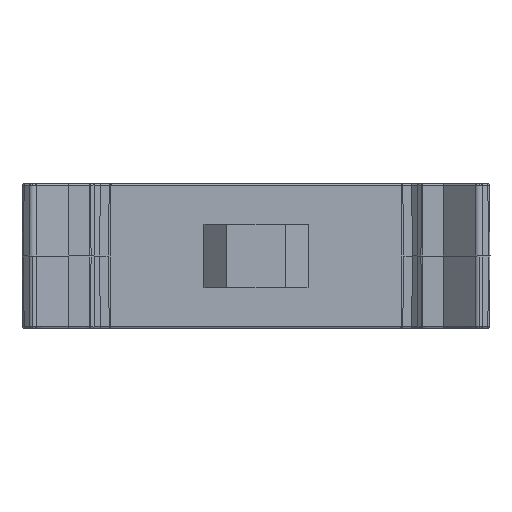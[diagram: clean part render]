
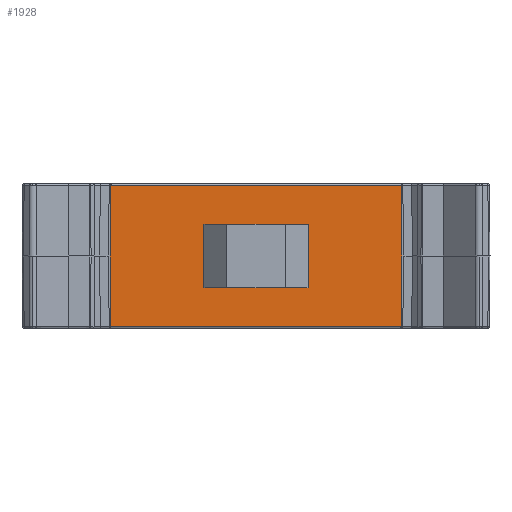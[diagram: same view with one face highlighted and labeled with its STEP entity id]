
A CAD part, front view. The second image highlights one B-rep face of the part: STEP entity #1928.
In plain terms, the highlighted planar face has unit normal (0, -1, 0).
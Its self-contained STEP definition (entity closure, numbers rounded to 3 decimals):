
#1 = AXIS2_PLACEMENT_3D ( 'NONE', #4463, #4452, #4447 ) ;
#129 = CARTESIAN_POINT ( 'NONE',  ( 16.1, 0., 8. ) ) ;
#211 = VECTOR ( 'NONE', #4002, 1000. ) ;
#230 = CIRCLE ( 'NONE', #11078, 3.5 ) ;
#318 = PLANE ( 'NONE',  #5263 ) ;
#335 = EDGE_LOOP ( 'NONE', ( #4130, #7517, #4768, #8509, #2819, #4664 ) ) ;
#524 = CIRCLE ( 'NONE', #1, 3.5 ) ;
#656 = VECTOR ( 'NONE', #4212, 1000. ) ;
#703 = VECTOR ( 'NONE', #5121, 1000. ) ;
#794 = LINE ( 'NONE', #5129, #703 ) ;
#804 = VECTOR ( 'NONE', #5178, 1000. ) ;
#819 = CARTESIAN_POINT ( 'NONE',  ( 4., 0., -3.5 ) ) ;
#873 = LINE ( 'NONE', #4550, #1380 ) ;
#1075 = LINE ( 'NONE', #4579, #3774 ) ;
#1145 = VECTOR ( 'NONE', #4655, 1000. ) ;
#1202 = LINE ( 'NONE', #4991, #1145 ) ;
#1225 = VERTEX_POINT ( 'NONE', #1578 ) ;
#1285 = VECTOR ( 'NONE', #4372, 1000. ) ;
#1321 = ORIENTED_EDGE ( 'NONE', *, *, #8127, .F. ) ;
#1328 = LINE ( 'NONE', #4488, #1285 ) ;
#1330 = LINE ( 'NONE', #4423, #656 ) ;
#1364 = LINE ( 'NONE', #4001, #211 ) ;
#1380 = VECTOR ( 'NONE', #4536, 1000. ) ;
#1502 = VERTEX_POINT ( 'NONE', #5814 ) ;
#1578 = CARTESIAN_POINT ( 'NONE',  ( -0.5, 0., -3.5 ) ) ;
#1680 = VERTEX_POINT ( 'NONE', #7989 ) ;
#1756 = VECTOR ( 'NONE', #10928, 1000. ) ;
#1799 = VERTEX_POINT ( 'NONE', #10599 ) ;
#1829 = LINE ( 'NONE', #5203, #804 ) ;
#1864 = ORIENTED_EDGE ( 'NONE', *, *, #8109, .F. ) ;
#1928 = ADVANCED_FACE ( 'NONE', ( #10805, #10831 ), #318, .F. ) ;
#2269 = LINE ( 'NONE', #6213, #7559 ) ;
#2819 = ORIENTED_EDGE ( 'NONE', *, *, #7983, .F. ) ;
#2826 = CARTESIAN_POINT ( 'NONE',  ( -16.1, 0., 0. ) ) ;
#3139 = ORIENTED_EDGE ( 'NONE', *, *, #4264, .F. ) ;
#3761 = DIRECTION ( 'NONE',  ( 0., 0., 1. ) ) ;
#3774 = VECTOR ( 'NONE', #4584, 1000. ) ;
#3777 = DIRECTION ( 'NONE',  ( 0., -1., 0. ) ) ;
#3788 = CARTESIAN_POINT ( 'NONE',  ( -0.5, 0., 0. ) ) ;
#4001 = CARTESIAN_POINT ( 'NONE',  ( 16.1, 0., -3.5 ) ) ;
#4002 = DIRECTION ( 'NONE',  ( 1., 0., 0. ) ) ;
#4111 = VERTEX_POINT ( 'NONE', #7764 ) ;
#4130 = ORIENTED_EDGE ( 'NONE', *, *, #8020, .F. ) ;
#4212 = DIRECTION ( 'NONE',  ( -1., 0., 0. ) ) ;
#4238 = DIRECTION ( 'NONE',  ( 0., 0., 1. ) ) ;
#4264 = EDGE_CURVE ( 'NONE', #6697, #7342, #2269, .T. ) ;
#4372 = DIRECTION ( 'NONE',  ( 1., 0., 0. ) ) ;
#4423 = CARTESIAN_POINT ( 'NONE',  ( 16.1, 0., 3.5 ) ) ;
#4447 = DIRECTION ( 'NONE',  ( 0., 0., 1. ) ) ;
#4452 = DIRECTION ( 'NONE',  ( 0., -1., 0. ) ) ;
#4463 = CARTESIAN_POINT ( 'NONE',  ( 0.5, 0., 0. ) ) ;
#4488 = CARTESIAN_POINT ( 'NONE',  ( 16.1, 0., 7.8 ) ) ;
#4536 = DIRECTION ( 'NONE',  ( 0., 0., -1. ) ) ;
#4550 = CARTESIAN_POINT ( 'NONE',  ( -4., 0., 8. ) ) ;
#4579 = CARTESIAN_POINT ( 'NONE',  ( 16.1, 0., 8. ) ) ;
#4584 = DIRECTION ( 'NONE',  ( 0., 0., -1. ) ) ;
#4655 = DIRECTION ( 'NONE',  ( -1., 0., 0. ) ) ;
#4664 = ORIENTED_EDGE ( 'NONE', *, *, #5149, .F. ) ;
#4714 = DIRECTION ( 'NONE',  ( 0., 1., 0. ) ) ;
#4768 = ORIENTED_EDGE ( 'NONE', *, *, #7894, .F. ) ;
#4967 = CARTESIAN_POINT ( 'NONE',  ( 0.5, 0., 3.5 ) ) ;
#4991 = CARTESIAN_POINT ( 'NONE',  ( 16.1, 0., -7.8 ) ) ;
#5038 = CARTESIAN_POINT ( 'NONE',  ( -16.1, 0., 7.8 ) ) ;
#5121 = DIRECTION ( 'NONE',  ( 0., 0., 1. ) ) ;
#5129 = CARTESIAN_POINT ( 'NONE',  ( -16.1, 0., 8. ) ) ;
#5149 = EDGE_CURVE ( 'NONE', #1680, #1799, #5819, .T. ) ;
#5178 = DIRECTION ( 'NONE',  ( 0., 0., 1. ) ) ;
#5203 = CARTESIAN_POINT ( 'NONE',  ( -16.1, 0., 8. ) ) ;
#5263 = AXIS2_PLACEMENT_3D ( 'NONE', #129, #4714, #7266 ) ;
#5339 = VERTEX_POINT ( 'NONE', #9617 ) ;
#5583 = ORIENTED_EDGE ( 'NONE', *, *, #7985, .F. ) ;
#5814 = CARTESIAN_POINT ( 'NONE',  ( 16.1, 0., -7.8 ) ) ;
#5819 = LINE ( 'NONE', #11027, #1756 ) ;
#6119 = VERTEX_POINT ( 'NONE', #4967 ) ;
#6213 = CARTESIAN_POINT ( 'NONE',  ( 4., 0., 8. ) ) ;
#6536 = CARTESIAN_POINT ( 'NONE',  ( -4., 0., 3.5 ) ) ;
#6697 = VERTEX_POINT ( 'NONE', #819 ) ;
#6927 = VERTEX_POINT ( 'NONE', #2826 ) ;
#7266 = DIRECTION ( 'NONE',  ( 0., 0., 1. ) ) ;
#7342 = VERTEX_POINT ( 'NONE', #8558 ) ;
#7517 = ORIENTED_EDGE ( 'NONE', *, *, #7890, .F. ) ;
#7559 = VECTOR ( 'NONE', #4238, 1000. ) ;
#7665 = VERTEX_POINT ( 'NONE', #6536 ) ;
#7764 = CARTESIAN_POINT ( 'NONE',  ( -16.1, 0., -7.8 ) ) ;
#7869 = ORIENTED_EDGE ( 'NONE', *, *, #8006, .F. ) ;
#7890 = EDGE_CURVE ( 'NONE', #6927, #9337, #1829, .T. ) ;
#7894 = EDGE_CURVE ( 'NONE', #4111, #6927, #794, .T. ) ;
#7968 = EDGE_CURVE ( 'NONE', #1502, #4111, #1202, .T. ) ;
#7983 = EDGE_CURVE ( 'NONE', #1799, #1502, #1075, .T. ) ;
#7985 = EDGE_CURVE ( 'NONE', #7665, #5339, #873, .T. ) ;
#7989 = CARTESIAN_POINT ( 'NONE',  ( 16.1, 0., 7.8 ) ) ;
#8006 = EDGE_CURVE ( 'NONE', #7342, #6119, #524, .T. ) ;
#8020 = EDGE_CURVE ( 'NONE', #9337, #1680, #1328, .T. ) ;
#8059 = EDGE_CURVE ( 'NONE', #6119, #7665, #1330, .T. ) ;
#8109 = EDGE_CURVE ( 'NONE', #1225, #6697, #1364, .T. ) ;
#8127 = EDGE_CURVE ( 'NONE', #5339, #1225, #230, .T. ) ;
#8509 = ORIENTED_EDGE ( 'NONE', *, *, #7968, .F. ) ;
#8558 = CARTESIAN_POINT ( 'NONE',  ( 4., 0., 0. ) ) ;
#9337 = VERTEX_POINT ( 'NONE', #5038 ) ;
#9617 = CARTESIAN_POINT ( 'NONE',  ( -4., 0., 0. ) ) ;
#9983 = EDGE_LOOP ( 'NONE', ( #1864, #1321, #5583, #10257, #7869, #3139 ) ) ;
#10257 = ORIENTED_EDGE ( 'NONE', *, *, #8059, .F. ) ;
#10599 = CARTESIAN_POINT ( 'NONE',  ( 16.1, 0., 0. ) ) ;
#10805 = FACE_BOUND ( 'NONE', #9983, .T. ) ;
#10831 = FACE_OUTER_BOUND ( 'NONE', #335, .T. ) ;
#10928 = DIRECTION ( 'NONE',  ( 0., 0., -1. ) ) ;
#11027 = CARTESIAN_POINT ( 'NONE',  ( 16.1, 0., 8. ) ) ;
#11078 = AXIS2_PLACEMENT_3D ( 'NONE', #3788, #3777, #3761 ) ;
